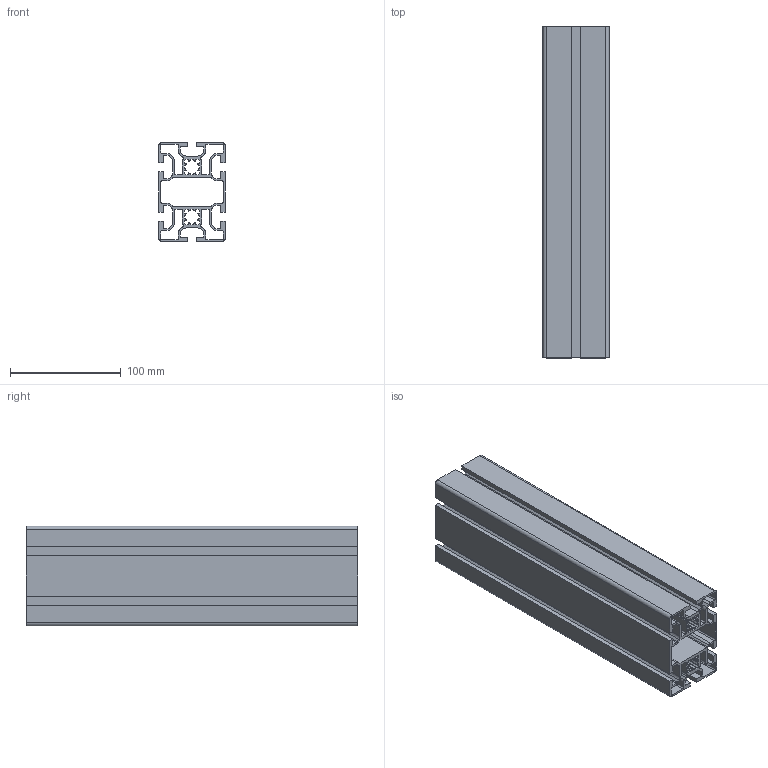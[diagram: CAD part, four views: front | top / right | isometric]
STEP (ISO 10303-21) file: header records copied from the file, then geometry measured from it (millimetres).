
FILE_DESCRIPTION (( 'STEP AP214' ), '1' );
FILE_NAME ('1728145100706.step', '2024-10-05T16:18:44', ( 'Windows User' ), ( '' ), 'SwSTEP 2.0', 'SolidWorks 2011', '' );
FILE_SCHEMA (( 'AUTOMOTIVE_DESIGN' ));
Length unit declared in the file: millimetre
Products named in the file (2): 1728145100706; 1.11.060090.64Lx300.00(1)
Assembly tree (1 placements, depth 2):
  1728145100706
    1.11.060090.64Lx300.00(1)
Bounding box: 60 x 300 x 90 mm (x, y, z)
Volume: 425330.2 mm3; surface area: 372993.2 mm2
Topology: 1 solids, 1 shells, 290 faces, 864 edges, 576 vertices
Faces by surface type: plane 170, cylinder 120
Entity records: 9862 total; most frequent: CARTESIAN_POINT 1734, ORIENTED_EDGE 1728, DIRECTION 1692, EDGE_CURVE 864, VECTOR 624, LINE 624, VERTEX_POINT 576, AXIS2_PLACEMENT_3D 534
